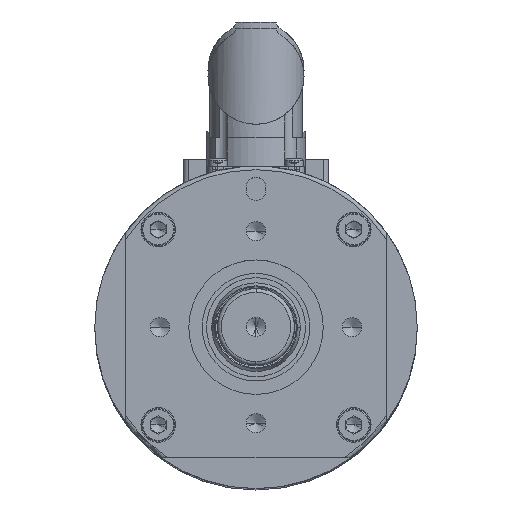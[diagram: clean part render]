
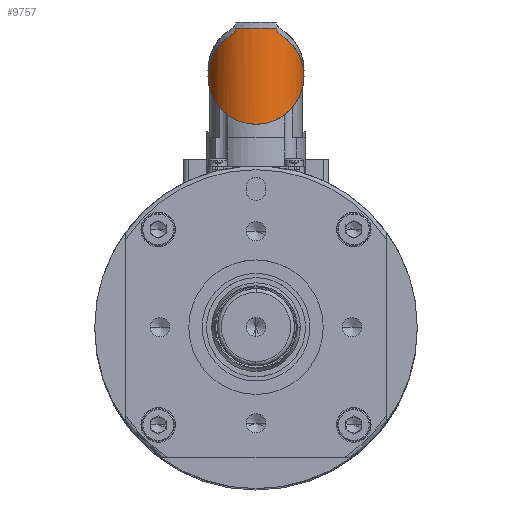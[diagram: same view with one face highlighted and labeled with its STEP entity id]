
A CAD part, top view. The second image highlights one B-rep face of the part: STEP entity #9757.
In plain terms, the highlighted cylindrical face has radius 12.5 mm (diameter 25 mm), a partial arc.
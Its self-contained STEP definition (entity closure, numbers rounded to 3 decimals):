
#200 =( BOUNDED_CURVE ( )  B_SPLINE_CURVE ( 3, ( #21034, #11558, #31427, #40288 ),
 .UNSPECIFIED., .F., .F. ) 
 B_SPLINE_CURVE_WITH_KNOTS ( ( 4, 4 ),
 ( 4.712, 7.854 ),
 .UNSPECIFIED. ) 
 CURVE ( )  GEOMETRIC_REPRESENTATION_ITEM ( )  RATIONAL_B_SPLINE_CURVE ( ( 1., 0.333, 0.333, 1. ) ) 
 REPRESENTATION_ITEM ( '' )  );
#524 = ORIENTED_EDGE ( 'NONE', *, *, #42232, .T. ) ;
#623 = CARTESIAN_POINT ( 'NONE',  ( 5.228, 175.162, 196.544 ) ) ;
#1223 = CARTESIAN_POINT ( 'NONE',  ( -6.093, 173.74, 196.109 ) ) ;
#1521 = B_SPLINE_CURVE_WITH_KNOTS ( 'NONE', 3,
 ( #15809, #40400, #21437, #50899, #49648, #26511, #1223, #45492 ),
 .UNSPECIFIED., .F., .F.,
 ( 4, 2, 2, 4 ),
 ( 0., 0.001, 0.001, 0.002 ),
 .UNSPECIFIED. ) ;
#1643 = CARTESIAN_POINT ( 'NONE',  ( -5.032, 175.321, 196.632 ) ) ;
#3045 = FACE_OUTER_BOUND ( 'NONE', #9570, .T. ) ;
#3173 = CARTESIAN_POINT ( 'NONE',  ( 5.191, 175.25, 196.561 ) ) ;
#3676 = CARTESIAN_POINT ( 'NONE',  ( 5.859, 173.969, 196.232 ) ) ;
#4125 = CARTESIAN_POINT ( 'NONE',  ( 5.218, 175.209, 196.548 ) ) ;
#4538 = CARTESIAN_POINT ( 'NONE',  ( -12.5, 162.821, 185.189 ) ) ;
#5021 = VERTEX_POINT ( 'NONE', #8001 ) ;
#7556 = CARTESIAN_POINT ( 'NONE',  ( 10.258, 171.276, 193.645 ) ) ;
#7610 = AXIS2_PLACEMENT_3D ( 'NONE', #20780, #16702, #25252 ) ;
#8001 = CARTESIAN_POINT ( 'NONE',  ( 6.364, 173.58, 195.948 ) ) ;
#8274 = CARTESIAN_POINT ( 'NONE',  ( 5.12, 175.306, 196.593 ) ) ;
#9055 = B_SPLINE_CURVE_WITH_KNOTS ( 'NONE', 3,
 ( #25580, #35962, #35022, #44838, #45775, #54418 ),
 .UNSPECIFIED., .F., .F.,
 ( 4, 2, 4 ),
 ( 0., 0., 0. ),
 .UNSPECIFIED. ) ;
#9078 = CARTESIAN_POINT ( 'NONE',  ( 5.32, 174.822, 196.501 ) ) ;
#9505 = EDGE_CURVE ( 'NONE', #5021, #32857, #51608, .T. ) ;
#9570 = EDGE_LOOP ( 'NONE', ( #34999, #60422, #36014, #524, #32176, #37768, #42984, #39554 ) ) ;
#9757 = ADVANCED_FACE ( 'NONE', ( #3045 ), #59392, .T. ) ;
#11558 = CARTESIAN_POINT ( 'NONE',  ( 12.5, 137.821, 210.189 ) ) ;
#12299 = CARTESIAN_POINT ( 'NONE',  ( -12.5, 162.821, 185.189 ) ) ;
#12313 = CARTESIAN_POINT ( 'NONE',  ( 6.364, 173.58, 195.948 ) ) ;
#13146 = EDGE_CURVE ( 'NONE', #32857, #62454, #200, .T. ) ;
#13508 = DIRECTION ( 'NONE',  ( 0., -1., 0. ) ) ;
#14099 = AXIS2_PLACEMENT_3D ( 'NONE', #18850, #13508, #27665 ) ;
#15809 = CARTESIAN_POINT ( 'NONE',  ( -5.228, 175.162, 196.544 ) ) ;
#16702 = DIRECTION ( 'NONE',  ( 0., -1., 0. ) ) ;
#17088 = CARTESIAN_POINT ( 'NONE',  ( -5.228, 175.162, 196.544 ) ) ;
#17790 = EDGE_CURVE ( 'NONE', #44876, #35398, #1521, .T. ) ;
#18850 = CARTESIAN_POINT ( 'NONE',  ( 0., 175.321, 185.189 ) ) ;
#20045 = EDGE_CURVE ( 'NONE', #21776, #36816, #43952, .T. ) ;
#20780 = CARTESIAN_POINT ( 'NONE',  ( 0., 175.321, 185.189 ) ) ;
#21034 = CARTESIAN_POINT ( 'NONE',  ( 12.5, 162.821, 185.189 ) ) ;
#21437 = CARTESIAN_POINT ( 'NONE',  ( -5.318, 174.826, 196.502 ) ) ;
#21776 = VERTEX_POINT ( 'NONE', #46266 ) ;
#22084 = CARTESIAN_POINT ( 'NONE',  ( -10.258, 171.276, 193.645 ) ) ;
#25252 = DIRECTION ( 'NONE',  ( -1., 0., 0. ) ) ;
#25580 = CARTESIAN_POINT ( 'NONE',  ( -5.032, 175.321, 196.632 ) ) ;
#25591 = B_SPLINE_CURVE_WITH_KNOTS ( 'NONE', 3,
 ( #37798, #27662, #46984, #3676, #52419, #42228, #61566, #9078, #28302, #47609 ),
 .UNSPECIFIED., .F., .F.,
 ( 4, 2, 2, 2, 4 ),
 ( 0., 0.001, 0.001, 0.002, 0.002 ),
 .UNSPECIFIED. ) ;
#26511 = CARTESIAN_POINT ( 'NONE',  ( -5.844, 173.96, 196.242 ) ) ;
#27662 = CARTESIAN_POINT ( 'NONE',  ( 6.228, 173.66, 196.028 ) ) ;
#27665 = DIRECTION ( 'NONE',  ( -1., 0., 0. ) ) ;
#28302 = CARTESIAN_POINT ( 'NONE',  ( 5.264, 174.99, 196.527 ) ) ;
#31427 = CARTESIAN_POINT ( 'NONE',  ( -12.5, 137.821, 210.189 ) ) ;
#31535 = CARTESIAN_POINT ( 'NONE',  ( -6.364, 173.58, 195.948 ) ) ;
#32176 = ORIENTED_EDGE ( 'NONE', *, *, #40213, .F. ) ;
#32857 = VERTEX_POINT ( 'NONE', #45541 ) ;
#34999 = ORIENTED_EDGE ( 'NONE', *, *, #59348, .F. ) ;
#35022 = CARTESIAN_POINT ( 'NONE',  ( -5.12, 175.306, 196.593 ) ) ;
#35346 = CARTESIAN_POINT ( 'NONE',  ( -12.5, 167.346, 189.714 ) ) ;
#35398 = VERTEX_POINT ( 'NONE', #49727 ) ;
#35666 = CARTESIAN_POINT ( 'NONE',  ( 12.5, 162.821, 185.189 ) ) ;
#35962 = CARTESIAN_POINT ( 'NONE',  ( -5.077, 175.321, 196.612 ) ) ;
#36014 = ORIENTED_EDGE ( 'NONE', *, *, #9505, .F. ) ;
#36816 = VERTEX_POINT ( 'NONE', #1643 ) ;
#36942 = CARTESIAN_POINT ( 'NONE',  ( 12.5, 167.346, 189.714 ) ) ;
#37768 = ORIENTED_EDGE ( 'NONE', *, *, #20045, .T. ) ;
#37798 = CARTESIAN_POINT ( 'NONE',  ( 6.364, 173.58, 195.948 ) ) ;
#39554 = ORIENTED_EDGE ( 'NONE', *, *, #17790, .T. ) ;
#40213 = EDGE_CURVE ( 'NONE', #21776, #48251, #57450, .T. ) ;
#40288 = CARTESIAN_POINT ( 'NONE',  ( -12.5, 162.821, 185.189 ) ) ;
#40400 = CARTESIAN_POINT ( 'NONE',  ( -5.264, 174.99, 196.527 ) ) ;
#41994 = EDGE_CURVE ( 'NONE', #36816, #44876, #9055, .T. ) ;
#42228 = CARTESIAN_POINT ( 'NONE',  ( 5.547, 174.363, 196.392 ) ) ;
#42232 = EDGE_CURVE ( 'NONE', #5021, #48251, #25591, .T. ) ;
#42984 = ORIENTED_EDGE ( 'NONE', *, *, #41994, .T. ) ;
#42995 = CARTESIAN_POINT ( 'NONE',  ( 5.032, 175.321, 196.632 ) ) ;
#43952 = CIRCLE ( 'NONE', #7610, 12.5 ) ;
#44838 = CARTESIAN_POINT ( 'NONE',  ( -5.191, 175.25, 196.561 ) ) ;
#44876 = VERTEX_POINT ( 'NONE', #17088 ) ;
#45492 = CARTESIAN_POINT ( 'NONE',  ( -6.364, 173.58, 195.948 ) ) ;
#45541 = CARTESIAN_POINT ( 'NONE',  ( 12.5, 162.821, 185.189 ) ) ;
#45775 = CARTESIAN_POINT ( 'NONE',  ( -5.218, 175.209, 196.548 ) ) ;
#46266 = CARTESIAN_POINT ( 'NONE',  ( 5.032, 175.321, 196.632 ) ) ;
#46984 = CARTESIAN_POINT ( 'NONE',  ( 6.1, 173.753, 196.101 ) ) ;
#47120 = CARTESIAN_POINT ( 'NONE',  ( 5.228, 175.162, 196.544 ) ) ;
#47609 = CARTESIAN_POINT ( 'NONE',  ( 5.228, 175.162, 196.544 ) ) ;
#48251 = VERTEX_POINT ( 'NONE', #623 ) ;
#49648 = CARTESIAN_POINT ( 'NONE',  ( -5.547, 174.364, 196.392 ) ) ;
#49727 = CARTESIAN_POINT ( 'NONE',  ( -6.364, 173.58, 195.948 ) ) ;
#50899 = CARTESIAN_POINT ( 'NONE',  ( -5.459, 174.514, 196.435 ) ) ;
#51608 =( BOUNDED_CURVE ( )  B_SPLINE_CURVE ( 3, ( #12313, #7556, #36942, #35666 ),
 .UNSPECIFIED., .F., .F. ) 
 B_SPLINE_CURVE_WITH_KNOTS ( ( 4, 4 ),
 ( 0.534, 1.571 ),
 .UNSPECIFIED. ) 
 CURVE ( )  GEOMETRIC_REPRESENTATION_ITEM ( )  RATIONAL_B_SPLINE_CURVE ( ( 1., 0.912, 0.912, 1. ) ) 
 REPRESENTATION_ITEM ( '' )  );
#52419 = CARTESIAN_POINT ( 'NONE',  ( 5.746, 174.094, 196.291 ) ) ;
#52866 = CARTESIAN_POINT ( 'NONE',  ( 5.077, 175.321, 196.612 ) ) ;
#52918 =( BOUNDED_CURVE ( )  B_SPLINE_CURVE ( 3, ( #12299, #35346, #22084, #31535 ),
 .UNSPECIFIED., .F., .T. ) 
 B_SPLINE_CURVE_WITH_KNOTS ( ( 4, 4 ),
 ( 4.712, 5.749 ),
 .UNSPECIFIED. ) 
 CURVE ( )  GEOMETRIC_REPRESENTATION_ITEM ( )  RATIONAL_B_SPLINE_CURVE ( ( 1., 0.912, 0.912, 1. ) ) 
 REPRESENTATION_ITEM ( '' )  );
#54418 = CARTESIAN_POINT ( 'NONE',  ( -5.228, 175.162, 196.544 ) ) ;
#57450 = B_SPLINE_CURVE_WITH_KNOTS ( 'NONE', 3,
 ( #42995, #52866, #8274, #3173, #4125, #47120 ),
 .UNSPECIFIED., .F., .F.,
 ( 4, 2, 4 ),
 ( 0., 0., 0. ),
 .UNSPECIFIED. ) ;
#59348 = EDGE_CURVE ( 'NONE', #62454, #35398, #52918, .T. ) ;
#59392 = CYLINDRICAL_SURFACE ( 'NONE', #14099, 12.5 ) ;
#60422 = ORIENTED_EDGE ( 'NONE', *, *, #13146, .F. ) ;
#61566 = CARTESIAN_POINT ( 'NONE',  ( 5.462, 174.509, 196.433 ) ) ;
#62454 = VERTEX_POINT ( 'NONE', #4538 ) ;
